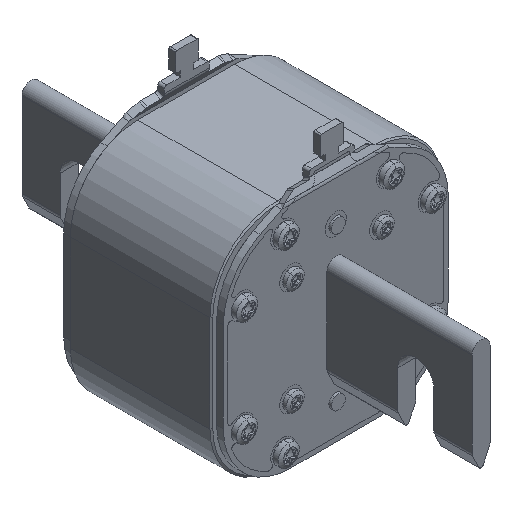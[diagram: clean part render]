
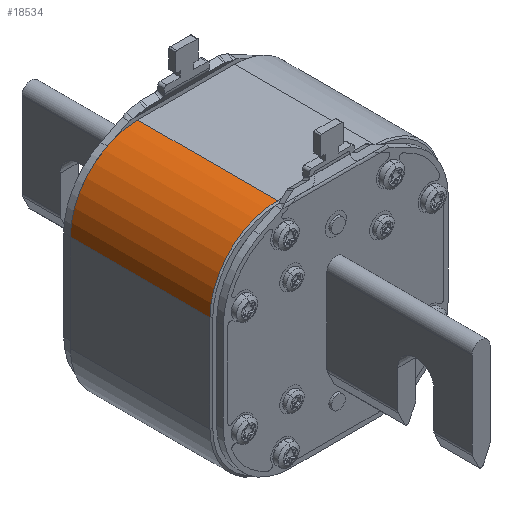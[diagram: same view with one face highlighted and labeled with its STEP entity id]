
A CAD part, isometric view. The second image highlights one B-rep face of the part: STEP entity #18534.
In plain terms, the highlighted cylindrical face has radius 30 mm (diameter 60 mm), a partial arc.
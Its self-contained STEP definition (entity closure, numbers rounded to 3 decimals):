
#565 = EDGE_CURVE ( 'NONE', #38307, #30231, #32331, .T. ) ;
#793 = DIRECTION ( 'NONE',  ( 0., 0., -1. ) ) ;
#1838 = DIRECTION ( 'NONE',  ( 0., 0., -1. ) ) ;
#3484 = CARTESIAN_POINT ( 'NONE',  ( -21.5, -31.038, 51.5 ) ) ;
#7273 = EDGE_LOOP ( 'NONE', ( #41893, #10292, #54652, #64159 ) ) ;
#9910 = DIRECTION ( 'NONE',  ( 0., -1., 0. ) ) ;
#10292 = ORIENTED_EDGE ( 'NONE', *, *, #68421, .T. ) ;
#18534 = ADVANCED_FACE ( 'NONE', ( #21594 ), #48392, .T. ) ;
#21594 = FACE_OUTER_BOUND ( 'NONE', #7273, .T. ) ;
#30231 = VERTEX_POINT ( 'NONE', #3484 ) ;
#30540 = VECTOR ( 'NONE', #48116, 1000. ) ;
#31363 = CARTESIAN_POINT ( 'NONE',  ( -51.5, -31.038, 21.5 ) ) ;
#31991 = EDGE_CURVE ( 'NONE', #48651, #45741, #37780, .T. ) ;
#32331 = LINE ( 'NONE', #59619, #30540 ) ;
#35062 = DIRECTION ( 'NONE',  ( 0., 1., 0. ) ) ;
#36105 = DIRECTION ( 'NONE',  ( 0., -1., 0. ) ) ;
#37780 = LINE ( 'NONE', #46670, #54766 ) ;
#38307 = VERTEX_POINT ( 'NONE', #57353 ) ;
#38398 = CARTESIAN_POINT ( 'NONE',  ( -21.5, 31.5, 21.5 ) ) ;
#40867 = CIRCLE ( 'NONE', #45293, 30. ) ;
#41358 = CIRCLE ( 'NONE', #67353, 30. ) ;
#41893 = ORIENTED_EDGE ( 'NONE', *, *, #565, .F. ) ;
#44457 = EDGE_CURVE ( 'NONE', #45741, #30231, #41358, .T. ) ;
#45293 = AXIS2_PLACEMENT_3D ( 'NONE', #70386, #36105, #1838 ) ;
#45741 = VERTEX_POINT ( 'NONE', #31363 ) ;
#46670 = CARTESIAN_POINT ( 'NONE',  ( -51.5, 31.5, 21.5 ) ) ;
#48116 = DIRECTION ( 'NONE',  ( 0., -1., 0. ) ) ;
#48392 = CYLINDRICAL_SURFACE ( 'NONE', #54787, 30. ) ;
#48651 = VERTEX_POINT ( 'NONE', #65412 ) ;
#52379 = DIRECTION ( 'NONE',  ( 0., -1., 0. ) ) ;
#54652 = ORIENTED_EDGE ( 'NONE', *, *, #31991, .T. ) ;
#54766 = VECTOR ( 'NONE', #52379, 1000. ) ;
#54787 = AXIS2_PLACEMENT_3D ( 'NONE', #38398, #9910, #72693 ) ;
#57353 = CARTESIAN_POINT ( 'NONE',  ( -21.5, 31.038, 51.5 ) ) ;
#59619 = CARTESIAN_POINT ( 'NONE',  ( -21.5, 31.5, 51.5 ) ) ;
#64159 = ORIENTED_EDGE ( 'NONE', *, *, #44457, .T. ) ;
#65412 = CARTESIAN_POINT ( 'NONE',  ( -51.5, 31.038, 21.5 ) ) ;
#67353 = AXIS2_PLACEMENT_3D ( 'NONE', #69343, #35062, #793 ) ;
#68421 = EDGE_CURVE ( 'NONE', #38307, #48651, #40867, .T. ) ;
#69343 = CARTESIAN_POINT ( 'NONE',  ( -21.5, -31.038, 21.5 ) ) ;
#70386 = CARTESIAN_POINT ( 'NONE',  ( -21.5, 31.038, 21.5 ) ) ;
#72693 = DIRECTION ( 'NONE',  ( 0., 0., -1. ) ) ;
